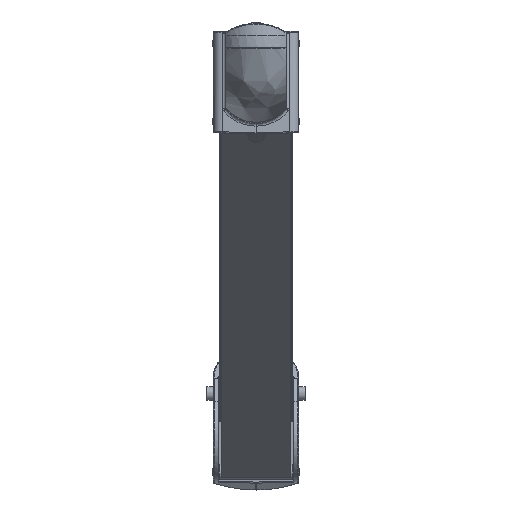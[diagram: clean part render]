
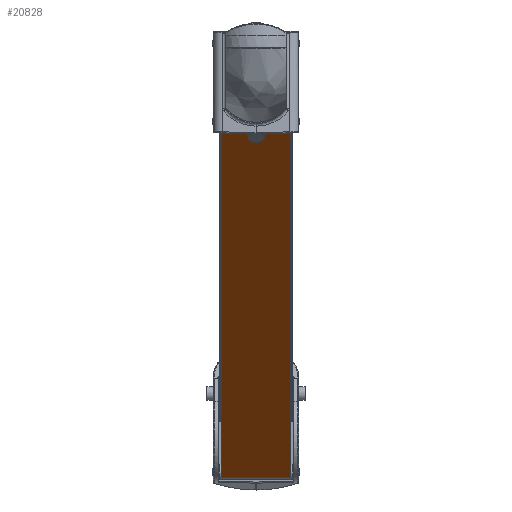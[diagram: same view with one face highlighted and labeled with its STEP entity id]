
A CAD part, top view. The second image highlights one B-rep face of the part: STEP entity #20828.
In plain terms, the highlighted face is planar.
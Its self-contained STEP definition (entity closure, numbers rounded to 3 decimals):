
#395 = VERTEX_POINT ( 'NONE', #35974 ) ;
#1828 = DIRECTION ( 'NONE',  ( 0., 0., 1. ) ) ;
#2648 = EDGE_CURVE ( 'NONE', #10408, #42001, #35210, .T. ) ;
#3263 = ORIENTED_EDGE ( 'NONE', *, *, #2648, .F. ) ;
#5049 = DIRECTION ( 'NONE',  ( 0., 0., -1. ) ) ;
#5311 = VERTEX_POINT ( 'NONE', #9338 ) ;
#5618 = DIRECTION ( 'NONE',  ( 0., 0., 1. ) ) ;
#7320 = VECTOR ( 'NONE', #37030, 1000. ) ;
#8684 = EDGE_CURVE ( 'NONE', #42001, #5311, #41215, .T. ) ;
#9338 = CARTESIAN_POINT ( 'NONE',  ( -375., -2., 47.5 ) ) ;
#9605 = CARTESIAN_POINT ( 'NONE',  ( 375., -2., -47.5 ) ) ;
#10408 = VERTEX_POINT ( 'NONE', #9605 ) ;
#10981 = EDGE_CURVE ( 'NONE', #395, #10408, #21960, .T. ) ;
#12838 = ORIENTED_EDGE ( 'NONE', *, *, #17376, .F. ) ;
#14358 = VECTOR ( 'NONE', #5618, 1000. ) ;
#15868 = ORIENTED_EDGE ( 'NONE', *, *, #10981, .F. ) ;
#17376 = EDGE_CURVE ( 'NONE', #5311, #395, #38843, .T. ) ;
#18749 = CARTESIAN_POINT ( 'NONE',  ( 0., -2., 0. ) ) ;
#20828 = ADVANCED_FACE ( 'Defeature ausgef�hrt1_9', ( #31706 ), #21999, .F. ) ;
#21672 = CARTESIAN_POINT ( 'NONE',  ( 375., -2., 0. ) ) ;
#21960 = LINE ( 'NONE', #21672, #39850 ) ;
#21999 = PLANE ( 'NONE',  #26039 ) ;
#26039 = AXIS2_PLACEMENT_3D ( 'NONE', #18749, #42098, #1828 ) ;
#28876 = CARTESIAN_POINT ( 'NONE',  ( 0., -2., 47.5 ) ) ;
#31706 = FACE_OUTER_BOUND ( 'NONE', #37270, .T. ) ;
#31939 = DIRECTION ( 'NONE',  ( 1., 0., 0. ) ) ;
#34866 = CARTESIAN_POINT ( 'NONE',  ( -375., -2., -47.5 ) ) ;
#35210 = LINE ( 'NONE', #43456, #7320 ) ;
#35974 = CARTESIAN_POINT ( 'NONE',  ( 375., -2., 47.5 ) ) ;
#36956 = ORIENTED_EDGE ( 'NONE', *, *, #8684, .F. ) ;
#37030 = DIRECTION ( 'NONE',  ( -1., 0., 0. ) ) ;
#37270 = EDGE_LOOP ( 'NONE', ( #3263, #15868, #12838, #36956 ) ) ;
#37770 = VECTOR ( 'NONE', #31939, 1000. ) ;
#38843 = LINE ( 'NONE', #28876, #37770 ) ;
#39124 = CARTESIAN_POINT ( 'NONE',  ( -375., -2., 0. ) ) ;
#39850 = VECTOR ( 'NONE', #5049, 1000. ) ;
#41215 = LINE ( 'NONE', #39124, #14358 ) ;
#42001 = VERTEX_POINT ( 'NONE', #34866 ) ;
#42098 = DIRECTION ( 'NONE',  ( 0., 1., 0. ) ) ;
#43456 = CARTESIAN_POINT ( 'NONE',  ( 0., -2., -47.5 ) ) ;
